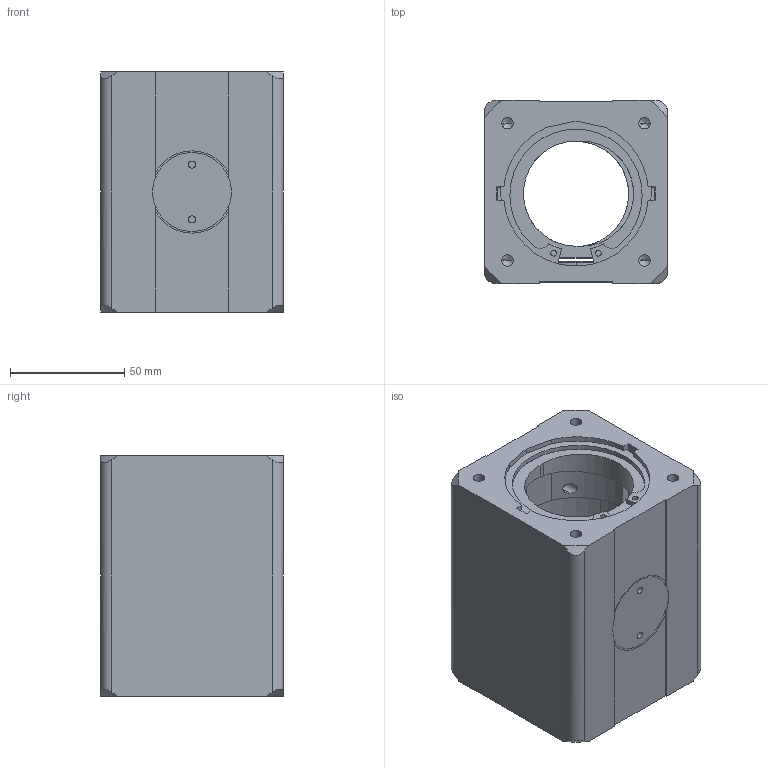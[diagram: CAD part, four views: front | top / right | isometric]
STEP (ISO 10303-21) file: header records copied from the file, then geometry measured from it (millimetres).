
FILE_DESCRIPTION (( 'STEP AP214' ), '1' );
FILE_NAME ('RS4-35-4.STEP', '2019-10-17T09:48:36', ( '' ), ( '' ), 'SwSTEP 2.0', 'SolidWorks 2019', '' );
FILE_SCHEMA (( 'AUTOMOTIVE_DESIGN' ));
Length unit declared in the file: millimetre
Products named in the file (1): RS4-35-4
Bounding box: 80 x 80 x 105 mm (x, y, z)
Volume: 339959.5 mm3; surface area: 85001.8 mm2
Topology: 7 solids, 7 shells, 257 faces, 693 edges, 448 vertices
Faces by surface type: cylinder 115, plane 94, cone 26, bspline 20, torus 2
Entity records: 12102 total; most frequent: CARTESIAN_POINT 2815, ORIENTED_EDGE 1354, DIRECTION 1275, EDGE_CURVE 677, AXIS2_PLACEMENT_3D 454, VERTEX_POINT 448, VECTOR 367, LINE 367
